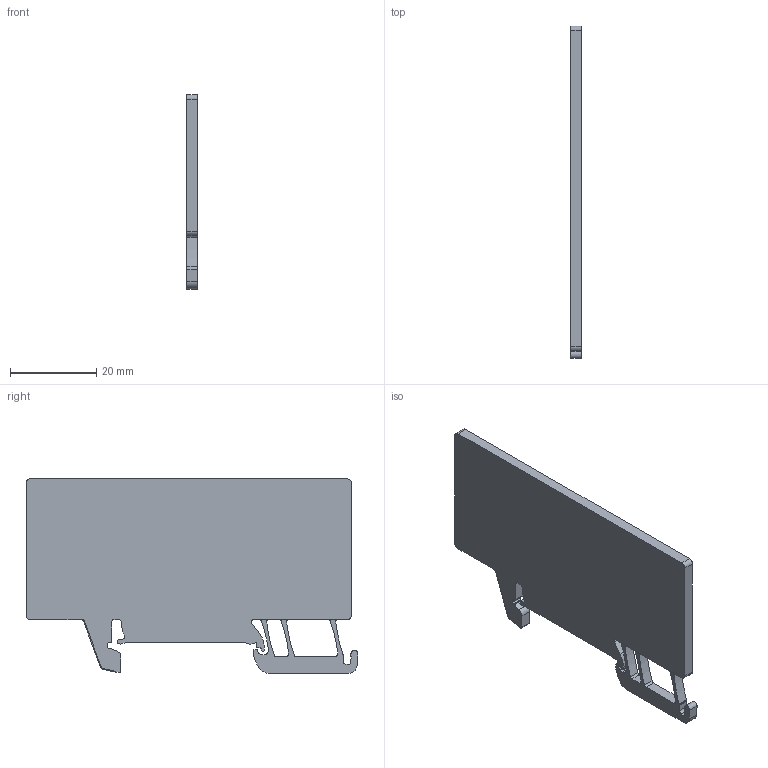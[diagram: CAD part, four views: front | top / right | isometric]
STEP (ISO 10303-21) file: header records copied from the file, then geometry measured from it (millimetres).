
FILE_DESCRIPTION(('CATIA V5R24 STEP','CAx-IF Rec.Pracs.--- Model Styling and Organization---1.2---2011-12-15'),'2;1');
FILE_NAME ('D1462799_0', '2017-03-02T08:03:03+00:00', ('Weidmueller Interface'), ('Weidmueller'), 'CATIA Version 5-6 Release 2014 SP4 HF52', 'CATIA V5 STEP AP214', 'none');
FILE_SCHEMA(('AUTOMOTIVE_DESIGN { 1 0 10303 214 1 1 1 1 }'));
Length unit declared in the file: millimetre
Products named in the file (1): v5-standard_part
Bounding box: 2.5 x 77.04 x 45.15 mm (x, y, z)
Volume: 6979.6 mm3; surface area: 6547.3 mm2
Topology: 1 solids, 1 shells, 126 faces, 378 edges, 252 vertices
Faces by surface type: cylinder 74, plane 50, extrusion 2
Entity records: 4275 total; most frequent: CARTESIAN_POINT 877, ORIENTED_EDGE 756, DIRECTION 609, EDGE_CURVE 378, AXIS2_PLACEMENT_3D 261, VERTEX_POINT 252, VECTOR 228, LINE 226
